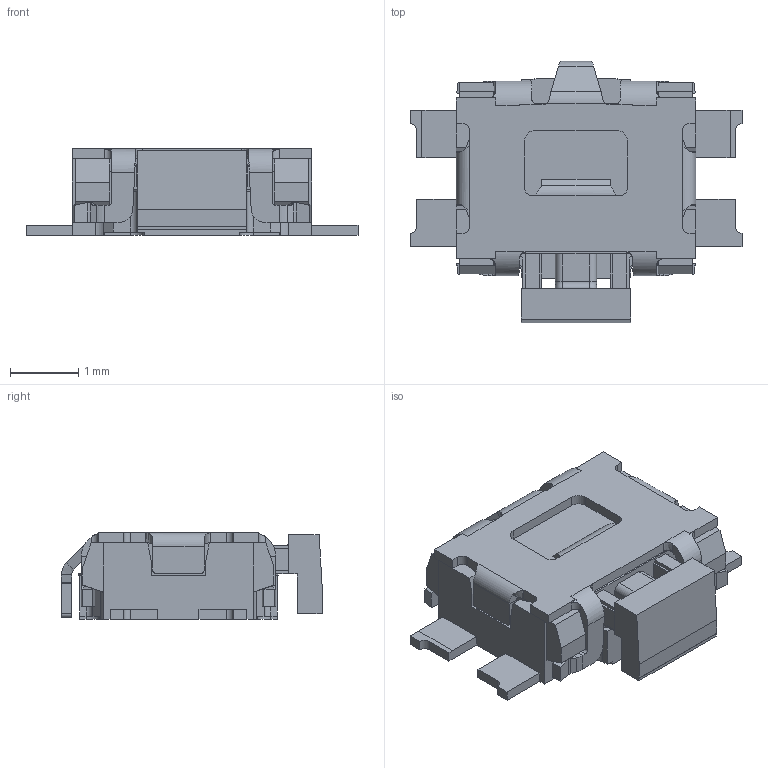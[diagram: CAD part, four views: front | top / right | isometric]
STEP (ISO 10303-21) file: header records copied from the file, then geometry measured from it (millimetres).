
FILE_DESCRIPTION(/* description */ (''),/* implementation_level */ '2;1');
FILE_NAME(/* name */ 'SKSCPC.step',/* time_stamp */ '2021-02-13T23:22:14+01:00',/* author */ (''),/* organization */ (''),/* preprocessor_version */ 'ST-DEVELOPER v18.1',/* originating_system */ 'Autodesk Translation Framework v9.7.1.1290',/* authorisation */ '');
FILE_SCHEMA (('AUTOMOTIVE_DESIGN { 1 0 10303 214 3 1 1 }'));
Length unit declared in the file: millimetre
Products named in the file (1): (Unsaved)
Bounding box: 4.85 x 3.81 x 1.27 mm (x, y, z)
Volume: 12.4 mm3; surface area: 59 mm2
Topology: 1 solids, 1 shells, 464 faces, 1304 edges, 832 vertices
Faces by surface type: plane 346, cylinder 100, bspline 16, torus 2
Entity records: 15804 total; most frequent: CARTESIAN_POINT 3317, ORIENTED_EDGE 2608, DIRECTION 2352, EDGE_CURVE 1304, LINE 1046, VECTOR 1046, VERTEX_POINT 832, AXIS2_PLACEMENT_3D 653
